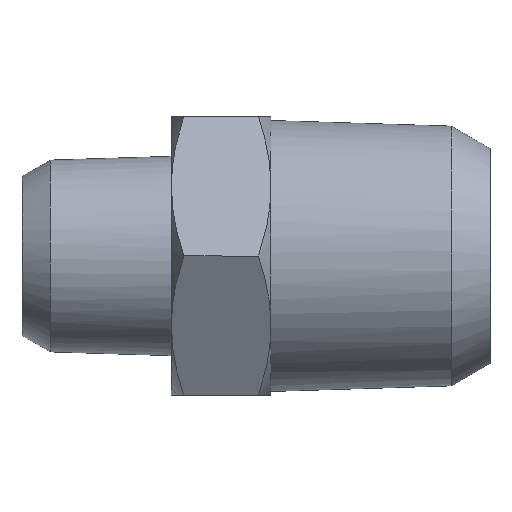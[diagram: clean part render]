
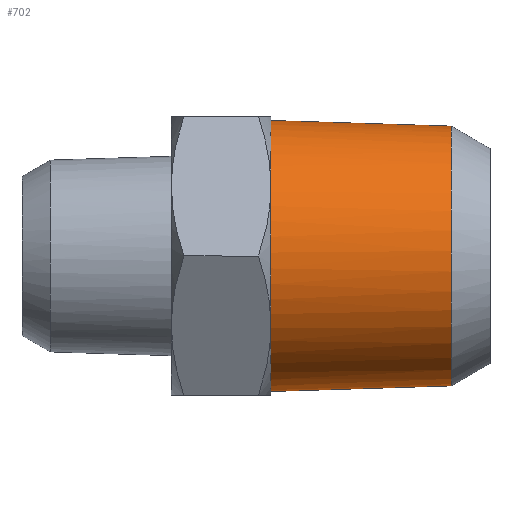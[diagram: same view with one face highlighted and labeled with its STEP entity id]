
A CAD part, left-side view. The second image highlights one B-rep face of the part: STEP entity #702.
In plain terms, the highlighted free-form (B-spline) face has degree [1, 3] with [2, 4] control points.
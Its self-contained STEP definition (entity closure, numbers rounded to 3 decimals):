
#63 = VERTEX_POINT ( 'NONE', #1295 ) ;
#84 = CARTESIAN_POINT ( 'NONE',  ( -5.943, 11., -3.429 ) ) ;
#100 = CARTESIAN_POINT ( 'NONE',  ( 0., 1.94, 6.52 ) ) ;
#106 = CARTESIAN_POINT ( 'NONE',  ( -5.943, 11., 3.429 ) ) ;
#138 = B_SPLINE_CURVE_WITH_KNOTS ( 'NONE', 1,
 ( #100, #1088 ),
 .UNSPECIFIED., .F., .F.,
 ( 2, 2 ),
 ( -1., 0. ),
 .UNSPECIFIED. ) ;
#219 = CARTESIAN_POINT ( 'NONE',  ( -0.893, 11., -6.803 ) ) ;
#234 = CARTESIAN_POINT ( 'NONE',  ( -13.04, 1.94, 6.52 ) ) ;
#284 = VERTEX_POINT ( 'NONE', #1559 ) ;
#312 = CARTESIAN_POINT ( 'NONE',  ( 0., 1.94, 6.52 ) ) ;
#489 = CARTESIAN_POINT ( 'NONE',  ( -4.179, 11., -5.442 ) ) ;
#507 = CARTESIAN_POINT ( 'NONE',  ( -13.04, 1.94, -6.52 ) ) ;
#508 = EDGE_CURVE ( 'NONE', #63, #589, #1154, .T. ) ;
#511 = CARTESIAN_POINT ( 'NONE',  ( -13.606, 11., 6.803 ) ) ;
#515 = CARTESIAN_POINT ( 'NONE',  ( -4.179, 11., 5.442 ) ) ;
#589 = VERTEX_POINT ( 'NONE', #312 ) ;
#635 = CARTESIAN_POINT ( 'NONE',  ( -3.429, 11., -5.943 ) ) ;
#642 = CARTESIAN_POINT ( 'NONE',  ( -1.778, 11., 6.627 ) ) ;
#646 = CARTESIAN_POINT ( 'NONE',  ( -0.893, 11., 6.803 ) ) ;
#675 = ORIENTED_EDGE ( 'NONE', *, *, #508, .T. ) ;
#702 = ADVANCED_FACE ( 'NONE', ( #1080 ), #1371, .F. ) ;
#769 = CARTESIAN_POINT ( 'NONE',  ( -6.627, 11., -1.778 ) ) ;
#774 = CARTESIAN_POINT ( 'NONE',  ( -13.04, 1.94, -6.52 ) ) ;
#859 = CARTESIAN_POINT ( 'NONE',  ( 0., 11., 6.803 ) ) ;
#896 = CARTESIAN_POINT ( 'NONE',  ( 0., 11., 6.803 ) ) ;
#914 = CARTESIAN_POINT ( 'NONE',  ( 0., 11., -6.803 ) ) ;
#918 = CARTESIAN_POINT ( 'NONE',  ( -13.04, 1.94, 6.52 ) ) ;
#960 = B_SPLINE_CURVE_WITH_KNOTS ( 'NONE', 1,
 ( #1198, #1503 ),
 .UNSPECIFIED., .F., .F.,
 ( 2, 2 ),
 ( -1., 0. ),
 .UNSPECIFIED. ) ;
#1024 = B_SPLINE_CURVE_WITH_KNOTS ( 'NONE', 3,
 ( #1199, #219, #1201, #635, #489, #1768, #84, #769, #1485, #1049, #1629, #106, #1055, #515, #1498, #642, #646, #1627 ),
 .UNSPECIFIED., .F., .F.,
 ( 4, 2, 2, 2, 2, 2, 2, 2, 4 ),
 ( 0., 0.393, 0.785, 1.178, 1.571, 1.963, 2.356, 2.749, 3.142 ),
 .UNSPECIFIED. ) ;
#1049 = CARTESIAN_POINT ( 'NONE',  ( -6.803, 11., 0.893 ) ) ;
#1055 = CARTESIAN_POINT ( 'NONE',  ( -5.442, 11., 4.179 ) ) ;
#1080 = FACE_OUTER_BOUND ( 'NONE', #1667, .T. ) ;
#1088 = CARTESIAN_POINT ( 'NONE',  ( 0., 11., 6.803 ) ) ;
#1106 = ORIENTED_EDGE ( 'NONE', *, *, #1736, .T. ) ;
#1154 =( BOUNDED_CURVE ( )  B_SPLINE_CURVE ( 3, ( #1653, #507, #234, #1367 ),
 .UNSPECIFIED., .F., .T. ) 
 B_SPLINE_CURVE_WITH_KNOTS ( ( 4, 4 ),
 ( -3.142, 0. ),
 .UNSPECIFIED. ) 
 CURVE ( )  GEOMETRIC_REPRESENTATION_ITEM ( )  RATIONAL_B_SPLINE_CURVE ( ( 1., 0.333, 0.333, 1. ) ) 
 REPRESENTATION_ITEM ( '' )  );
#1198 = CARTESIAN_POINT ( 'NONE',  ( 0., 11., -6.803 ) ) ;
#1199 = CARTESIAN_POINT ( 'NONE',  ( 0., 11., -6.803 ) ) ;
#1201 = CARTESIAN_POINT ( 'NONE',  ( -1.778, 11., -6.627 ) ) ;
#1205 = VERTEX_POINT ( 'NONE', #859 ) ;
#1248 = ORIENTED_EDGE ( 'NONE', *, *, #1389, .F. ) ;
#1293 = ORIENTED_EDGE ( 'NONE', *, *, #1533, .T. ) ;
#1295 = CARTESIAN_POINT ( 'NONE',  ( 0., 1.94, -6.52 ) ) ;
#1367 = CARTESIAN_POINT ( 'NONE',  ( 0., 1.94, 6.52 ) ) ;
#1371 =( BOUNDED_SURFACE ( )  B_SPLINE_SURFACE ( 1, 3, ( 
 ( #1610, #774, #918, #1494 ),
 ( #914, #1754, #511, #896 ) ),
 .UNSPECIFIED., .F., .F., .F. ) 
 B_SPLINE_SURFACE_WITH_KNOTS ( ( 2, 2 ),
 ( 4, 4 ),
 ( 0., 1. ),
 ( 0., 1. ),
 .UNSPECIFIED. ) 
 GEOMETRIC_REPRESENTATION_ITEM ( )  RATIONAL_B_SPLINE_SURFACE ( (
 ( 1., 0.333, 0.333, 1.),
 ( 1., 0.333, 0.333, 1.) ) ) 
 REPRESENTATION_ITEM ( '' )  SURFACE ( )  );
#1389 = EDGE_CURVE ( 'NONE', #284, #1205, #1024, .T. ) ;
#1485 = CARTESIAN_POINT ( 'NONE',  ( -6.803, 11., -0.893 ) ) ;
#1494 = CARTESIAN_POINT ( 'NONE',  ( 0., 1.94, 6.52 ) ) ;
#1498 = CARTESIAN_POINT ( 'NONE',  ( -3.429, 11., 5.943 ) ) ;
#1503 = CARTESIAN_POINT ( 'NONE',  ( 0., 1.94, -6.52 ) ) ;
#1533 = EDGE_CURVE ( 'NONE', #589, #1205, #138, .T. ) ;
#1559 = CARTESIAN_POINT ( 'NONE',  ( 0., 11., -6.803 ) ) ;
#1610 = CARTESIAN_POINT ( 'NONE',  ( 0., 1.94, -6.52 ) ) ;
#1627 = CARTESIAN_POINT ( 'NONE',  ( 0., 11., 6.803 ) ) ;
#1629 = CARTESIAN_POINT ( 'NONE',  ( -6.627, 11., 1.778 ) ) ;
#1653 = CARTESIAN_POINT ( 'NONE',  ( 0., 1.94, -6.52 ) ) ;
#1667 = EDGE_LOOP ( 'NONE', ( #675, #1293, #1248, #1106 ) ) ;
#1736 = EDGE_CURVE ( 'NONE', #284, #63, #960, .T. ) ;
#1754 = CARTESIAN_POINT ( 'NONE',  ( -13.606, 11., -6.803 ) ) ;
#1768 = CARTESIAN_POINT ( 'NONE',  ( -5.442, 11., -4.179 ) ) ;
